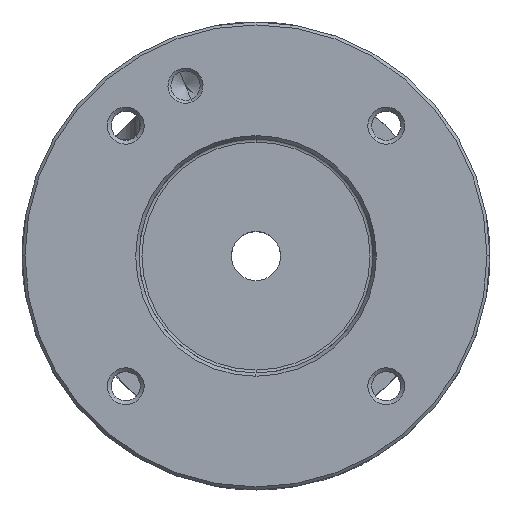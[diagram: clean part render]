
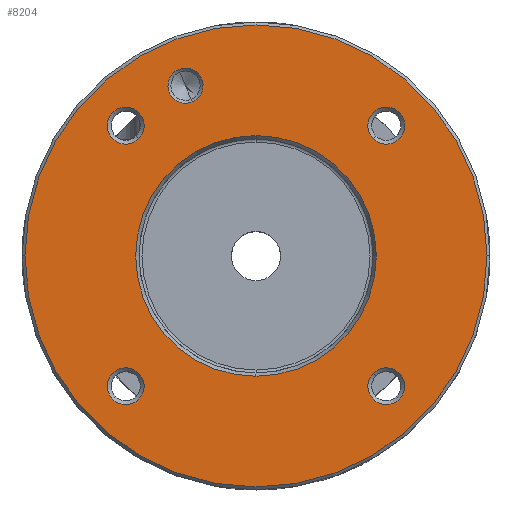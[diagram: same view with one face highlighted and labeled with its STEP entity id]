
A CAD part, top view. The second image highlights one B-rep face of the part: STEP entity #8204.
In plain terms, the highlighted planar face has unit normal (0, 0, 1).
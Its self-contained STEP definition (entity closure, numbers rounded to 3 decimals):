
#1144=CARTESIAN_POINT('',(0.,0.,
60.));
#1145=DIRECTION('',(0.,0.,1.));
#1146=DIRECTION('',(-1.,0.,0.));
#1147=AXIS2_PLACEMENT_3D('',#1144,#1145,#1146);
#1152=CARTESIAN_POINT('',(0.,0.,
60.));
#1153=DIRECTION('',(0.,0.,1.));
#1154=DIRECTION('',(1.,0.,0.));
#1155=AXIS2_PLACEMENT_3D('',#1152,#1153,#1154);
#1160=CARTESIAN_POINT('',(-12.055,29.102,60.));
#1161=DIRECTION('',(0.,0.,-1.));
#1162=DIRECTION('',(0.383,-0.924,0.));
#1163=AXIS2_PLACEMENT_3D('',#1160,#1161,#1162);
#1168=CARTESIAN_POINT('',(-12.055,29.102,60.));
#1169=DIRECTION('',(0.,0.,-1.));
#1170=DIRECTION('',(-0.383,0.924,0.));
#1171=AXIS2_PLACEMENT_3D('',#1168,#1169,#1170);
#1176=CARTESIAN_POINT('',(-22.274,-22.274,60.));
#1177=DIRECTION('',(0.,0.,-1.));
#1178=DIRECTION('',(-0.707,-0.707,0.));
#1179=AXIS2_PLACEMENT_3D('',#1176,#1177,#1178);
#1184=CARTESIAN_POINT('',(-22.274,-22.274,60.));
#1185=DIRECTION('',(0.,0.,-1.));
#1186=DIRECTION('',(0.707,0.707,0.));
#1187=AXIS2_PLACEMENT_3D('',#1184,#1185,#1186);
#1192=CARTESIAN_POINT('',(-22.274,22.274,60.));
#1193=DIRECTION('',(0.,0.,-1.));
#1194=DIRECTION('',(-0.707,0.707,0.));
#1195=AXIS2_PLACEMENT_3D('',#1192,#1193,#1194);
#1200=CARTESIAN_POINT('',(-22.274,22.274,60.));
#1201=DIRECTION('',(0.,0.,-1.));
#1202=DIRECTION('',(0.707,-0.707,0.));
#1203=AXIS2_PLACEMENT_3D('',#1200,#1201,#1202);
#1208=CARTESIAN_POINT('',(22.274,22.274,60.));
#1209=DIRECTION('',(0.,0.,-1.));
#1210=DIRECTION('',(0.707,0.707,0.));
#1211=AXIS2_PLACEMENT_3D('',#1208,#1209,#1210);
#1216=CARTESIAN_POINT('',(22.274,22.274,60.));
#1217=DIRECTION('',(0.,0.,-1.));
#1218=DIRECTION('',(-0.707,-0.707,0.));
#1219=AXIS2_PLACEMENT_3D('',#1216,#1217,#1218);
#1224=CARTESIAN_POINT('',(22.274,-22.274,60.));
#1225=DIRECTION('',(0.,0.,-1.));
#1226=DIRECTION('',(0.707,-0.707,0.));
#1227=AXIS2_PLACEMENT_3D('',#1224,#1225,#1226);
#1232=CARTESIAN_POINT('',(22.274,-22.274,60.));
#1233=DIRECTION('',(0.,0.,-1.));
#1234=DIRECTION('',(-0.707,0.707,0.));
#1235=AXIS2_PLACEMENT_3D('',#1232,#1233,#1234);
#1247=CARTESIAN_POINT('',(0.,0.,60.));
#1248=DIRECTION('',(0.,0.,-1.));
#1249=DIRECTION('',(0.,-1.,0.));
#1250=AXIS2_PLACEMENT_3D('',#1247,#1248,#1249);
#1263=CARTESIAN_POINT('',(0.,0.,60.));
#1264=DIRECTION('',(0.,0.,-1.));
#1265=DIRECTION('',(0.,1.,0.));
#1266=AXIS2_PLACEMENT_3D('',#1263,#1264,#1265);
#7240=CARTESIAN_POINT('',(-39.5,0.,60.));
#7241=CARTESIAN_POINT('',(39.5,0.,60.));
#7242=VERTEX_POINT('',#7240);
#7243=VERTEX_POINT('',#7241);
#7274=CARTESIAN_POINT('',(-10.906,26.331,60.));
#7275=VERTEX_POINT('',#7274);
#7276=CARTESIAN_POINT('',(-13.203,31.874,60.));
#7277=VERTEX_POINT('',#7276);
#7282=CARTESIAN_POINT('',(-24.501,-24.501,60.));
#7284=VERTEX_POINT('',#7282);
#7286=CARTESIAN_POINT('',(-20.046,-20.046,60.));
#7288=VERTEX_POINT('',#7286);
#7294=CARTESIAN_POINT('',(-24.501,24.501,60.));
#7295=VERTEX_POINT('',#7294);
#7296=CARTESIAN_POINT('',(-20.046,20.046,60.));
#7297=VERTEX_POINT('',#7296);
#7302=CARTESIAN_POINT('',(24.501,24.501,60.));
#7303=VERTEX_POINT('',#7302);
#7304=CARTESIAN_POINT('',(20.046,20.046,60.));
#7305=VERTEX_POINT('',#7304);
#7310=CARTESIAN_POINT('',(24.501,-24.501,60.));
#7311=VERTEX_POINT('',#7310);
#7312=CARTESIAN_POINT('',(20.046,-20.046,60.));
#7313=VERTEX_POINT('',#7312);
#7370=CARTESIAN_POINT('',(0.,-20.577,60.));
#7371=CARTESIAN_POINT('',(0.,20.577,60.));
#7372=VERTEX_POINT('',#7370);
#7373=VERTEX_POINT('',#7371);
#8158=CARTESIAN_POINT('',(0.,0.,60.));
#8159=DIRECTION('',(0.,0.,-1.));
#8160=DIRECTION('',(1.,0.,0.));
#8161=AXIS2_PLACEMENT_3D('',#8158,#8159,#8160);
#8162=PLANE('',#8161);
#8163=ORIENTED_EDGE('',*,*,#8148,.F.);
#8165=ORIENTED_EDGE('',*,*,#8164,.F.);
#8166=EDGE_LOOP('',(#8163,#8165));
#8167=FACE_OUTER_BOUND('',#8166,.F.);
#8169=ORIENTED_EDGE('',*,*,#8168,.F.);
#8171=ORIENTED_EDGE('',*,*,#8170,.F.);
#8172=EDGE_LOOP('',(#8169,#8171));
#8173=FACE_BOUND('',#8172,.F.);
#8175=ORIENTED_EDGE('',*,*,#8174,.F.);
#8177=ORIENTED_EDGE('',*,*,#8176,.F.);
#8178=EDGE_LOOP('',(#8175,#8177));
#8179=FACE_BOUND('',#8178,.F.);
#8181=ORIENTED_EDGE('',*,*,#8180,.F.);
#8183=ORIENTED_EDGE('',*,*,#8182,.F.);
#8184=EDGE_LOOP('',(#8181,#8183));
#8185=FACE_BOUND('',#8184,.F.);
#8187=ORIENTED_EDGE('',*,*,#8186,.F.);
#8189=ORIENTED_EDGE('',*,*,#8188,.F.);
#8190=EDGE_LOOP('',(#8187,#8189));
#8191=FACE_BOUND('',#8190,.F.);
#8193=ORIENTED_EDGE('',*,*,#8192,.F.);
#8195=ORIENTED_EDGE('',*,*,#8194,.F.);
#8196=EDGE_LOOP('',(#8193,#8195));
#8197=FACE_BOUND('',#8196,.F.);
#8199=ORIENTED_EDGE('',*,*,#8198,.F.);
#8201=ORIENTED_EDGE('',*,*,#8200,.F.);
#8202=EDGE_LOOP('',(#8199,#8201));
#8203=FACE_BOUND('',#8202,.F.);
#1148=CIRCLE('',#1147,39.5);
#1156=CIRCLE('',#1155,39.5);
#1164=CIRCLE('',#1163,3.);
#1172=CIRCLE('',#1171,3.);
#1180=CIRCLE('',#1179,3.15);
#1188=CIRCLE('',#1187,3.15);
#1196=CIRCLE('',#1195,3.15);
#1204=CIRCLE('',#1203,3.15);
#1212=CIRCLE('',#1211,3.15);
#1220=CIRCLE('',#1219,3.15);
#1228=CIRCLE('',#1227,3.15);
#1236=CIRCLE('',#1235,3.15);
#1251=CIRCLE('',#1250,20.577);
#1267=CIRCLE('',#1266,20.577);
#8148=EDGE_CURVE('',#7242,#7243,#1148,.T.);
#8164=EDGE_CURVE('',#7243,#7242,#1156,.T.);
#8168=EDGE_CURVE('',#7372,#7373,#1251,.T.);
#8170=EDGE_CURVE('',#7373,#7372,#1267,.T.);
#8174=EDGE_CURVE('',#7275,#7277,#1164,.T.);
#8176=EDGE_CURVE('',#7277,#7275,#1172,.T.);
#8180=EDGE_CURVE('',#7284,#7288,#1180,.T.);
#8182=EDGE_CURVE('',#7288,#7284,#1188,.T.);
#8186=EDGE_CURVE('',#7295,#7297,#1196,.T.);
#8188=EDGE_CURVE('',#7297,#7295,#1204,.T.);
#8192=EDGE_CURVE('',#7303,#7305,#1212,.T.);
#8194=EDGE_CURVE('',#7305,#7303,#1220,.T.);
#8198=EDGE_CURVE('',#7311,#7313,#1228,.T.);
#8200=EDGE_CURVE('',#7313,#7311,#1236,.T.);
#8204=ADVANCED_FACE('',(#8167,#8173,#8179,#8185,#8191,#8197,#8203),#8162,.F.);
